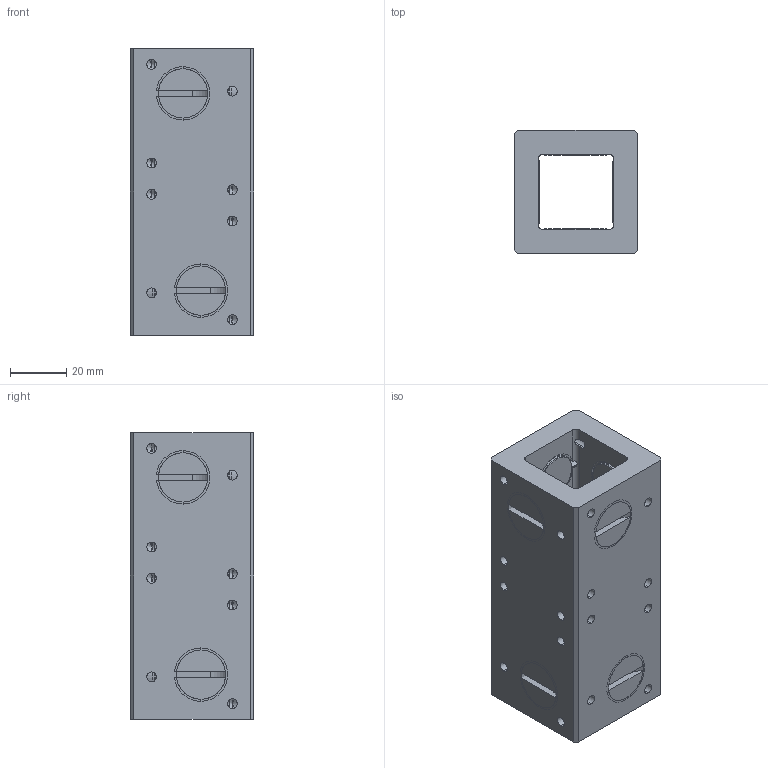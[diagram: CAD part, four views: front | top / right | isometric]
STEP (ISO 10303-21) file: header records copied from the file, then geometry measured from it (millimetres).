
FILE_DESCRIPTION (( 'STEP AP214' ), '1' );
FILE_NAME ('SquareBearing_8FC190972D.step', '2023-01-16T16:19:06', ( '' ), ( '' ), 'SwSTEP 2.0', 'SolidWorks 2019', '' );
FILE_SCHEMA (( 'AUTOMOTIVE_DESIGN' ));
Length unit declared in the file: inch
Products named in the file (3): SquareBearing_8FC190972D; diocIPasb2_CADModel_0
Assembly tree (1 placements, depth 2):
  SquareBearing_8FC190972D
    diocIPasb2_CADModel_0
  diocIPasb2_CADModel_0
Bounding box: 43.69 x 43.69 x 101.6 mm (x, y, z)
Volume: 118492.2 mm3; surface area: 45500.2 mm2
Topology: 17 solids, 17 shells, 342 faces, 996 edges, 608 vertices
Faces by surface type: cylinder 152, plane 86, cone 72, torus 32
Entity records: 17249 total; most frequent: CARTESIAN_POINT 3585, ORIENTED_EDGE 1896, DIRECTION 1894, EDGE_CURVE 948, AXIS2_PLACEMENT_3D 755, VERTEX_POINT 608, CIRCLE 408, EDGE_LOOP 392
